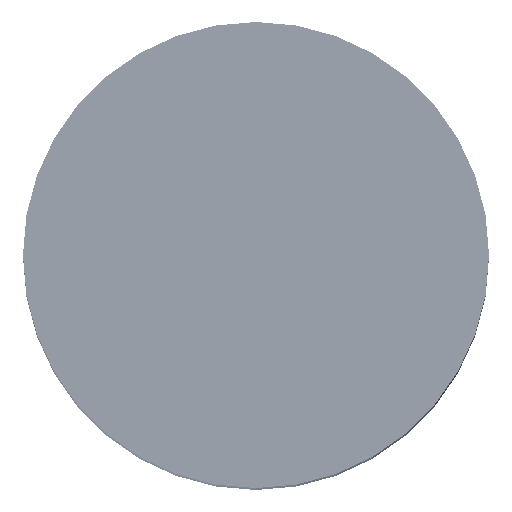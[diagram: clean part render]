
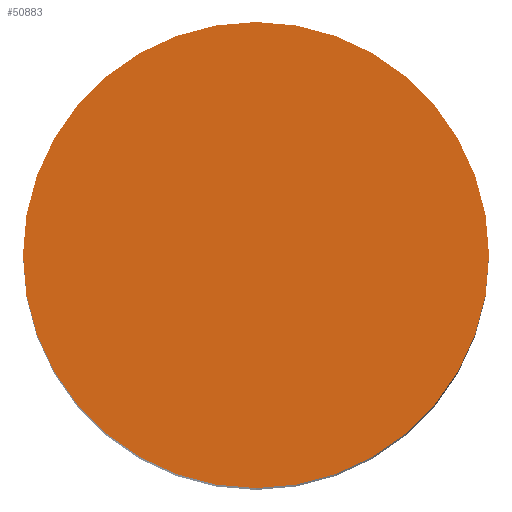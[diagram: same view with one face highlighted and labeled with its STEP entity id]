
A CAD part, top view. The second image highlights one B-rep face of the part: STEP entity #50883.
In plain terms, the highlighted planar face has unit normal (0, 0, 1).
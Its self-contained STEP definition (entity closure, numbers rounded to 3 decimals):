
#2226=PLANE('',#54561);
#4398=CIRCLE('',#54558,111.6);
#6884=FACE_OUTER_BOUND('',#10330,.T.);
#10330=EDGE_LOOP('',(#48028));
#27036=VERTEX_POINT('',#83431);
#34032=EDGE_CURVE('',#27036,#27036,#4398,.T.);
#48028=ORIENTED_EDGE('',*,*,#34032,.T.);
#50883=ADVANCED_FACE('',(#6884),#2226,.T.);
#54558=AXIS2_PLACEMENT_3D('',#83432,#67470,#67471);
#54561=AXIS2_PLACEMENT_3D('',#83437,#67477,#67478);
#67470=DIRECTION('center_axis',(0.,0.,
1.));
#67471=DIRECTION('ref_axis',(1.,0.,0.));
#67477=DIRECTION('center_axis',(0.,0.,
1.));
#67478=DIRECTION('ref_axis',(1.,0.,0.));
#83431=CARTESIAN_POINT('',(111.6,0.,336.25));
#83432=CARTESIAN_POINT('Origin',(0.,0.,
336.25));
#83437=CARTESIAN_POINT('Origin',(0.,0.,
336.25));
